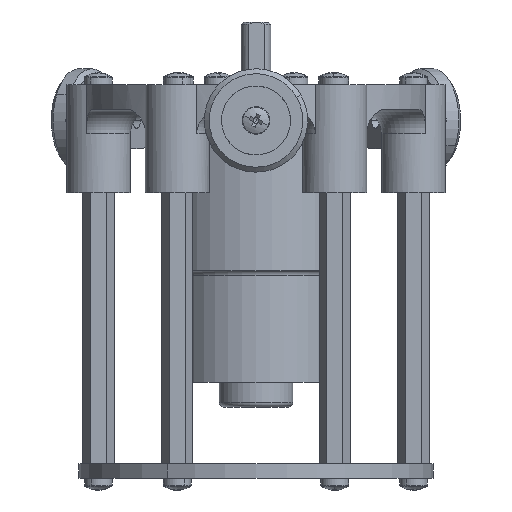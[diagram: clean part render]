
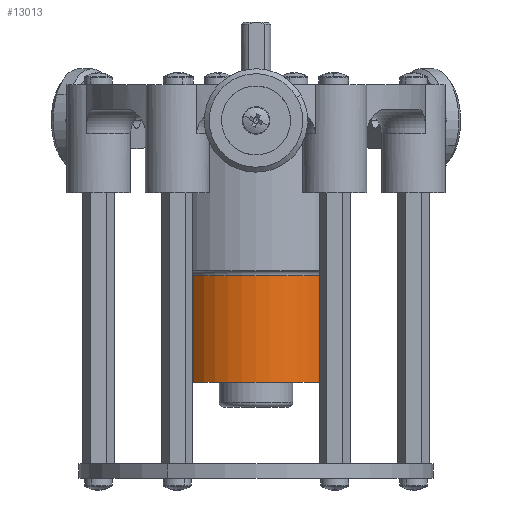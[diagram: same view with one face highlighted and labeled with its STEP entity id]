
A CAD part, left-side view. The second image highlights one B-rep face of the part: STEP entity #13013.
In plain terms, the highlighted cylindrical face has radius 16.5 mm (diameter 33 mm), a partial arc.
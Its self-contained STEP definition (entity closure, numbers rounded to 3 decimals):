
#185 = AXIS2_PLACEMENT_3D ( 'NONE', #4934, #12750, #12614 ) ;
#551 = VERTEX_POINT ( 'NONE', #1174 ) ;
#694 = LINE ( 'NONE', #4008, #11322 ) ;
#698 = EDGE_LOOP ( 'NONE', ( #12617, #4726, #6433, #6577 ) ) ;
#1174 = CARTESIAN_POINT ( 'NONE',  ( 0., 5., -16.5 ) ) ;
#1771 = CIRCLE ( 'NONE', #185, 16.5 ) ;
#2976 = CARTESIAN_POINT ( 'NONE',  ( 0., 27.7, -16.5 ) ) ;
#3969 = DIRECTION ( 'NONE',  ( 0., 0., 1. ) ) ;
#4008 = CARTESIAN_POINT ( 'NONE',  ( 0., 27.7, 16.5 ) ) ;
#4471 = CARTESIAN_POINT ( 'NONE',  ( 0., 5., 16.5 ) ) ;
#4726 = ORIENTED_EDGE ( 'NONE', *, *, #9556, .T. ) ;
#4800 = VERTEX_POINT ( 'NONE', #7221 ) ;
#4934 = CARTESIAN_POINT ( 'NONE',  ( 0., 26.7, 0. ) ) ;
#5001 = CARTESIAN_POINT ( 'NONE',  ( 0., 5., 0. ) ) ;
#5066 = CIRCLE ( 'NONE', #7323, 16.5 ) ;
#5223 = DIRECTION ( 'NONE',  ( 0., -1., 0. ) ) ;
#5339 = CYLINDRICAL_SURFACE ( 'NONE', #12127, 16.5 ) ;
#6035 = FACE_OUTER_BOUND ( 'NONE', #698, .T. ) ;
#6147 = EDGE_CURVE ( 'NONE', #13741, #551, #11644, .T. ) ;
#6433 = ORIENTED_EDGE ( 'NONE', *, *, #6147, .T. ) ;
#6577 = ORIENTED_EDGE ( 'NONE', *, *, #10017, .T. ) ;
#7221 = CARTESIAN_POINT ( 'NONE',  ( 0., 26.7, 16.5 ) ) ;
#7323 = AXIS2_PLACEMENT_3D ( 'NONE', #5001, #9561, #3969 ) ;
#7377 = DIRECTION ( 'NONE',  ( 0., 0., -1. ) ) ;
#8658 = VECTOR ( 'NONE', #5223, 1000. ) ;
#8709 = VERTEX_POINT ( 'NONE', #4471 ) ;
#9556 = EDGE_CURVE ( '������11', #4800, #13741, #1771, .T. ) ;
#9561 = DIRECTION ( 'NONE',  ( 0., 1., 0. ) ) ;
#10017 = EDGE_CURVE ( '������12', #551, #8709, #5066, .T. ) ;
#10770 = DIRECTION ( 'NONE',  ( 0., -1., 0. ) ) ;
#11322 = VECTOR ( 'NONE', #13821, 1000. ) ;
#11644 = LINE ( 'NONE', #2976, #8658 ) ;
#12127 = AXIS2_PLACEMENT_3D ( 'NONE', #14063, #10770, #7377 ) ;
#12484 = EDGE_CURVE ( 'NONE', #4800, #8709, #694, .T. ) ;
#12614 = DIRECTION ( 'NONE',  ( 0., 0., 1. ) ) ;
#12617 = ORIENTED_EDGE ( 'NONE', *, *, #12484, .F. ) ;
#12750 = DIRECTION ( 'NONE',  ( 0., -1., 0. ) ) ;
#13013 = ADVANCED_FACE ( '�����6', ( #6035 ), #5339, .T. ) ;
#13741 = VERTEX_POINT ( 'NONE', #14403 ) ;
#13821 = DIRECTION ( 'NONE',  ( 0., -1., 0. ) ) ;
#14063 = CARTESIAN_POINT ( 'NONE',  ( 0., 27.7, 0. ) ) ;
#14403 = CARTESIAN_POINT ( 'NONE',  ( 0., 26.7, -16.5 ) ) ;
